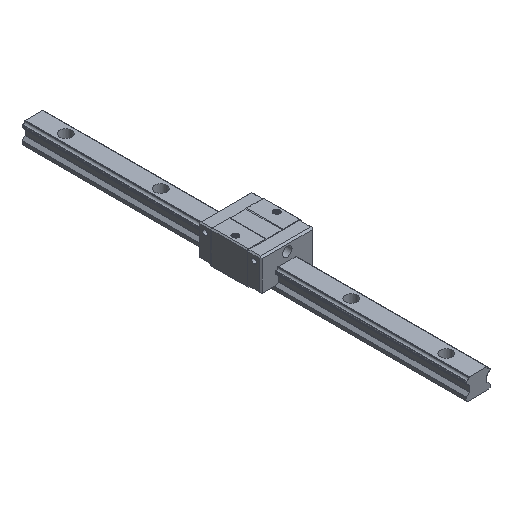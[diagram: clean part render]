
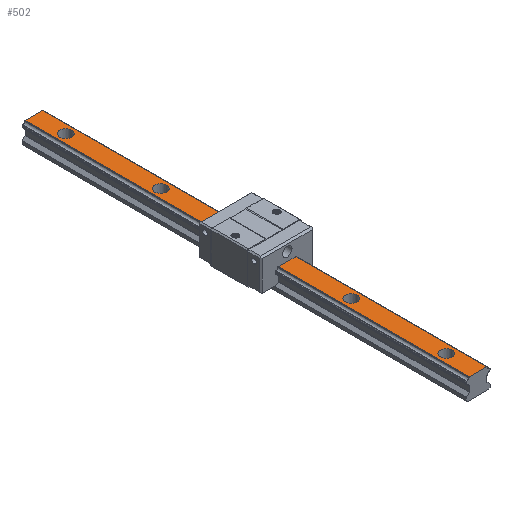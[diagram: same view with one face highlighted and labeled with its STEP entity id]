
A CAD part, isometric view. The second image highlights one B-rep face of the part: STEP entity #502.
In plain terms, the highlighted planar face has unit normal (0, 0, 1).
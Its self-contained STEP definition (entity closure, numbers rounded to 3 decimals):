
#249=FACE_BOUND('',#891,.T.);
#250=FACE_BOUND('',#892,.T.);
#251=FACE_BOUND('',#893,.T.);
#252=FACE_BOUND('',#894,.T.);
#253=FACE_BOUND('',#895,.T.);
#254=FACE_BOUND('',#896,.T.);
#340=CIRCLE('',#3150,3.75);
#341=CIRCLE('',#3151,3.75);
#342=CIRCLE('',#3152,3.75);
#343=CIRCLE('',#3153,3.75);
#344=CIRCLE('',#3154,3.75);
#502=ADVANCED_FACE('',(#249,#250,#251,#252,#253,#254),#625,.T.);
#625=PLANE('',#3155);
#891=EDGE_LOOP('',(#1546));
#892=EDGE_LOOP('',(#1547));
#893=EDGE_LOOP('',(#1548));
#894=EDGE_LOOP('',(#1549));
#895=EDGE_LOOP('',(#1550));
#896=EDGE_LOOP('',(#1551,#1552,#1553,#1554));
#1546=ORIENTED_EDGE('',*,*,#2390,.T.);
#1547=ORIENTED_EDGE('',*,*,#2391,.T.);
#1548=ORIENTED_EDGE('',*,*,#2392,.T.);
#1549=ORIENTED_EDGE('',*,*,#2393,.T.);
#1550=ORIENTED_EDGE('',*,*,#2394,.T.);
#1551=ORIENTED_EDGE('',*,*,#2388,.F.);
#1552=ORIENTED_EDGE('',*,*,#2395,.T.);
#1553=ORIENTED_EDGE('',*,*,#2352,.T.);
#1554=ORIENTED_EDGE('',*,*,#2396,.F.);
#1976=VERTEX_POINT('',#8234);
#1977=VERTEX_POINT('',#8235);
#2006=VERTEX_POINT('',#8326);
#2007=VERTEX_POINT('',#8328);
#2008=VERTEX_POINT('',#8332);
#2009=VERTEX_POINT('',#8334);
#2010=VERTEX_POINT('',#8336);
#2011=VERTEX_POINT('',#8338);
#2012=VERTEX_POINT('',#8340);
#2352=EDGE_CURVE('',#1976,#1977,#2669,.T.);
#2388=EDGE_CURVE('',#2006,#2007,#2699,.T.);
#2390=EDGE_CURVE('',#2008,#2008,#340,.T.);
#2391=EDGE_CURVE('',#2009,#2009,#341,.T.);
#2392=EDGE_CURVE('',#2010,#2010,#342,.T.);
#2393=EDGE_CURVE('',#2011,#2011,#343,.T.);
#2394=EDGE_CURVE('',#2012,#2012,#344,.T.);
#2395=EDGE_CURVE('',#2006,#1976,#2701,.T.);
#2396=EDGE_CURVE('',#2007,#1977,#2702,.T.);
#2669=LINE('',#8233,#2921);
#2699=LINE('',#8327,#2951);
#2701=LINE('',#8341,#2953);
#2702=LINE('',#8342,#2954);
#2921=VECTOR('',#3735,1.);
#2951=VECTOR('',#3783,1.);
#2953=VECTOR('',#3797,1.);
#2954=VECTOR('',#3798,1.);
#3150=AXIS2_PLACEMENT_3D('',#8331,#3787,#3788);
#3151=AXIS2_PLACEMENT_3D('',#8333,#3789,#3790);
#3152=AXIS2_PLACEMENT_3D('',#8335,#3791,#3792);
#3153=AXIS2_PLACEMENT_3D('',#8337,#3793,#3794);
#3154=AXIS2_PLACEMENT_3D('',#8339,#3795,#3796);
#3155=AXIS2_PLACEMENT_3D('',#8343,#3799,#3800);
#3735=DIRECTION('',(0.,-1.,0.));
#3783=DIRECTION('',(0.,-1.,0.));
#3787=DIRECTION('',(0.,0.,-1.));
#3788=DIRECTION('',(-1.,0.,0.));
#3789=DIRECTION('',(0.,0.,-1.));
#3790=DIRECTION('',(-1.,0.,0.));
#3791=DIRECTION('',(0.,0.,-1.));
#3792=DIRECTION('',(-1.,0.,0.));
#3793=DIRECTION('',(0.,0.,-1.));
#3794=DIRECTION('',(-1.,0.,0.));
#3795=DIRECTION('',(0.,0.,-1.));
#3796=DIRECTION('',(-1.,0.,0.));
#3797=DIRECTION('',(-1.,0.,0.));
#3798=DIRECTION('',(-1.,0.,0.));
#3799=DIRECTION('',(0.,0.,1.));
#3800=DIRECTION('',(1.,0.,0.));
#8233=CARTESIAN_POINT('',(-5.6,80.2,-11.));
#8234=CARTESIAN_POINT('',(-5.6,175.5,-11.));
#8235=CARTESIAN_POINT('',(-5.6,-104.5,-11.));
#8326=CARTESIAN_POINT('',(5.6,175.5,-11.));
#8327=CARTESIAN_POINT('',(5.6,80.2,-11.));
#8328=CARTESIAN_POINT('',(5.6,-104.5,-11.));
#8331=CARTESIAN_POINT('',(0.,155.5,-11.));
#8332=CARTESIAN_POINT('',(-3.75,155.5,-11.));
#8333=CARTESIAN_POINT('',(0.,95.5,-11.));
#8334=CARTESIAN_POINT('',(-3.75,95.5,-11.));
#8335=CARTESIAN_POINT('',(0.,35.5,-11.));
#8336=CARTESIAN_POINT('',(-3.75,35.5,-11.));
#8337=CARTESIAN_POINT('',(0.,-24.5,-11.));
#8338=CARTESIAN_POINT('',(-3.75,-24.5,-11.));
#8339=CARTESIAN_POINT('',(0.,-84.5,-11.));
#8340=CARTESIAN_POINT('',(-3.75,-84.5,-11.));
#8341=CARTESIAN_POINT('',(0.,175.5,-11.));
#8342=CARTESIAN_POINT('',(5.6,-104.5,-11.));
#8343=CARTESIAN_POINT('',(5.6,80.2,-11.));
